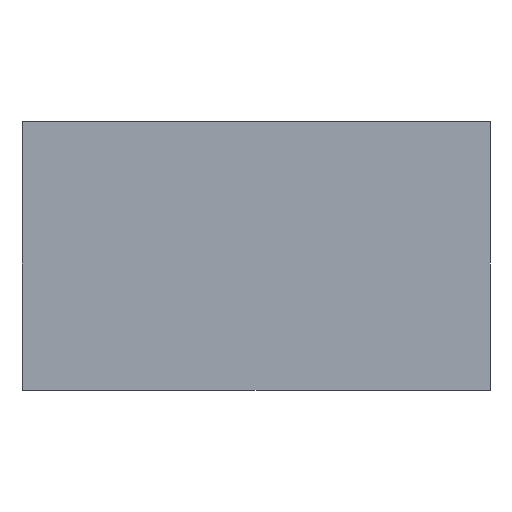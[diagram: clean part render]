
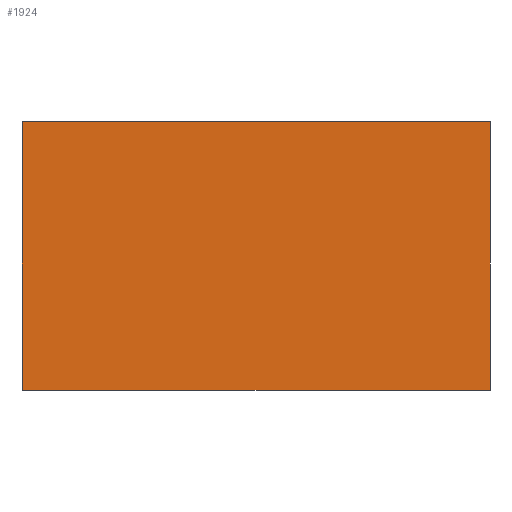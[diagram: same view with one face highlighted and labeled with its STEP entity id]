
A CAD part, front view. The second image highlights one B-rep face of the part: STEP entity #1924.
In plain terms, the highlighted planar face has unit normal (0, -1, 0).
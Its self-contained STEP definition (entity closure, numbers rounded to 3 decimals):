
#59=LINE('',#2554,#196);
#75=LINE('',#2672,#212);
#76=LINE('',#2675,#213);
#77=LINE('',#2677,#214);
#78=LINE('',#2678,#215);
#79=LINE('',#2680,#216);
#80=LINE('',#2682,#217);
#81=LINE('',#2684,#218);
#196=VECTOR('',#2113,1000.);
#212=VECTOR('',#2133,1000.);
#213=VECTOR('',#2134,1000.);
#214=VECTOR('',#2135,1000.);
#215=VECTOR('',#2136,1000.);
#216=VECTOR('',#2137,1000.);
#217=VECTOR('',#2138,1000.);
#218=VECTOR('',#2139,1000.);
#375=ORIENTED_EDGE('',*,*,#769,.F.);
#376=ORIENTED_EDGE('',*,*,#770,.T.);
#377=ORIENTED_EDGE('',*,*,#771,.F.);
#378=ORIENTED_EDGE('',*,*,#743,.F.);
#379=ORIENTED_EDGE('',*,*,#772,.T.);
#380=ORIENTED_EDGE('',*,*,#773,.F.);
#381=ORIENTED_EDGE('',*,*,#774,.T.);
#382=ORIENTED_EDGE('',*,*,#775,.T.);
#743=EDGE_CURVE('',#940,#941,#59,.T.);
#769=EDGE_CURVE('',#966,#967,#75,.T.);
#770=EDGE_CURVE('',#966,#968,#76,.T.);
#771=EDGE_CURVE('',#941,#968,#77,.T.);
#772=EDGE_CURVE('',#940,#969,#78,.T.);
#773=EDGE_CURVE('',#970,#969,#79,.T.);
#774=EDGE_CURVE('',#970,#971,#80,.T.);
#775=EDGE_CURVE('',#971,#967,#81,.T.);
#940=VERTEX_POINT('',#2553);
#941=VERTEX_POINT('',#2555);
#966=VERTEX_POINT('',#2673);
#967=VERTEX_POINT('',#2674);
#968=VERTEX_POINT('',#2676);
#969=VERTEX_POINT('',#2679);
#970=VERTEX_POINT('',#2681);
#971=VERTEX_POINT('',#2683);
#1113=EDGE_LOOP('',(#375,#376,#377,#378,#379,#380,#381,#382));
#1212=FACE_BOUND('',#1113,.T.);
#1302=PLANE('',#2019);
#1924=ADVANCED_FACE('',(#1212),#1302,.F.);
#2019=AXIS2_PLACEMENT_3D('',#2671,#2131,#2132);
#2113=DIRECTION('',(1.,0.,0.));
#2131=DIRECTION('',(0.,1.,0.));
#2132=DIRECTION('',(0.,0.,1.));
#2133=DIRECTION('',(0.,0.,-1.));
#2134=DIRECTION('',(1.,0.,0.));
#2135=DIRECTION('',(0.,0.,-1.));
#2136=DIRECTION('',(0.,0.,-1.));
#2137=DIRECTION('',(-1.,0.,0.));
#2138=DIRECTION('',(0.,0.,-1.));
#2139=DIRECTION('',(1.,0.,0.));
#2553=CARTESIAN_POINT('',(-2.7,-2.7,3.1));
#2554=CARTESIAN_POINT('',(-2.7,-2.7,3.1));
#2555=CARTESIAN_POINT('',(2.7,-2.7,3.1));
#2671=CARTESIAN_POINT('',(-2.7,-2.7,3.1));
#2672=CARTESIAN_POINT('',(1.1,-2.7,0.));
#2673=CARTESIAN_POINT('',(1.1,-2.7,0.));
#2674=CARTESIAN_POINT('',(1.1,-2.7,0.));
#2675=CARTESIAN_POINT('',(1.1,-2.7,0.));
#2676=CARTESIAN_POINT('',(2.7,-2.7,0.));
#2677=CARTESIAN_POINT('',(2.7,-2.7,3.1));
#2678=CARTESIAN_POINT('',(-2.7,-2.7,3.1));
#2679=CARTESIAN_POINT('',(-2.7,-2.7,0.));
#2680=CARTESIAN_POINT('',(-1.1,-2.7,0.));
#2681=CARTESIAN_POINT('',(-1.1,-2.7,0.));
#2682=CARTESIAN_POINT('',(-1.1,-2.7,0.));
#2683=CARTESIAN_POINT('',(-1.1,-2.7,0.));
#2684=CARTESIAN_POINT('',(-2.7,-2.7,0.));
